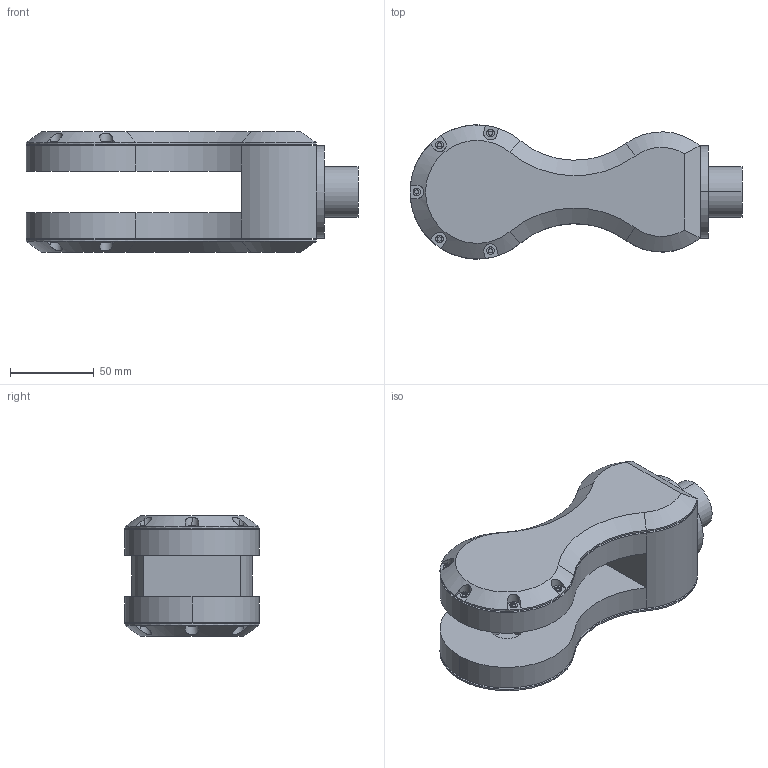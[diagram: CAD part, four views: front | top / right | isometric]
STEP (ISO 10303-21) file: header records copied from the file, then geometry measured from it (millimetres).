
FILE_DESCRIPTION (( 'STEP AP203' ), '1' );
FILE_NAME ('Part5 final_Default_sldprt.STEP', '2024-04-13T19:24:48', ( '' ), ( '' ), 'SwSTEP 2.0', 'SolidWorks 2022', '' );
FILE_SCHEMA (( 'CONFIG_CONTROL_DESIGN' ));
Length unit declared in the file: millimetre
Products named in the file (1): Part5 final_Default_sldprt
Bounding box: 198 x 80 x 72 mm (x, y, z)
Volume: 541966 mm3; surface area: 66998.6 mm2
Topology: 1 solids, 1 shells, 179 faces, 407 edges, 257 vertices
Faces by surface type: cylinder 94, plane 73, cone 12
Entity records: 5451 total; most frequent: CARTESIAN_POINT 1234, DIRECTION 934, ORIENTED_EDGE 814, EDGE_CURVE 407, AXIS2_PLACEMENT_3D 387, VERTEX_POINT 257, CIRCLE 207, EDGE_LOOP 206
